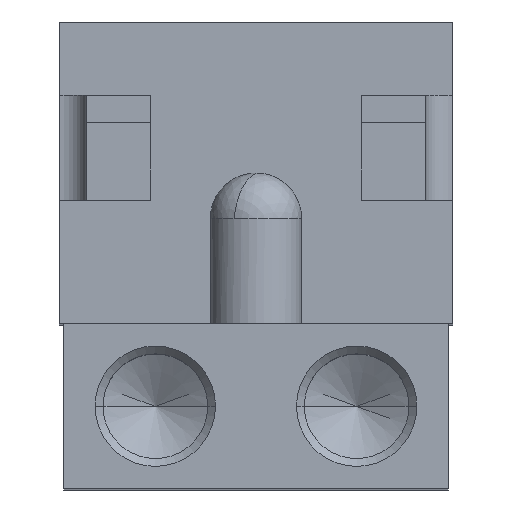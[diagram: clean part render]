
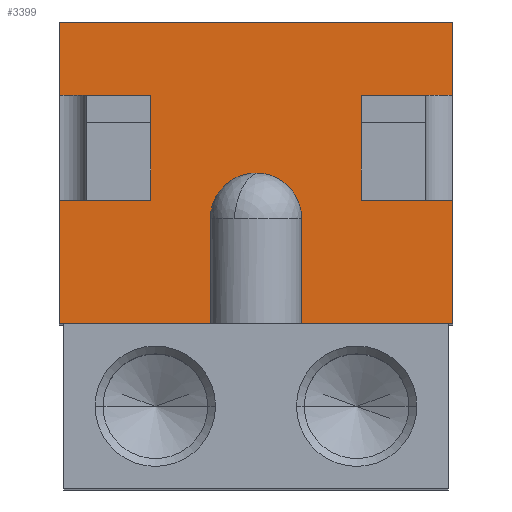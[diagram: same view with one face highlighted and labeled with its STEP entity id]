
A CAD part, top view. The second image highlights one B-rep face of the part: STEP entity #3399.
In plain terms, the highlighted planar face has unit normal (0, 0, 1).
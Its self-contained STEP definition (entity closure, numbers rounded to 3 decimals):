
#13 = CARTESIAN_POINT ( 'NONE',  ( -21., 18., 37.5 ) ) ;
#41 = ORIENTED_EDGE ( 'NONE', *, *, #1391, .F. ) ;
#73 = CARTESIAN_POINT ( 'NONE',  ( 21.5, 43., 37.5 ) ) ;
#178 = VERTEX_POINT ( 'NONE', #258 ) ;
#187 = VECTOR ( 'NONE', #399, 1000. ) ;
#196 = VERTEX_POINT ( 'NONE', #886 ) ;
#211 = CARTESIAN_POINT ( 'NONE',  ( 0., 29.5, 37.5 ) ) ;
#224 = LINE ( 'NONE', #4098, #2778 ) ;
#238 = VERTEX_POINT ( 'NONE', #1829 ) ;
#258 = CARTESIAN_POINT ( 'NONE',  ( 21.5, 18., 37.5 ) ) ;
#272 = DIRECTION ( 'NONE',  ( -1., 0., 0. ) ) ;
#309 = EDGE_CURVE ( 'NONE', #906, #1813, #3562, .T. ) ;
#322 = VERTEX_POINT ( 'NONE', #13 ) ;
#339 = DIRECTION ( 'NONE',  ( 0., 1., 0. ) ) ;
#353 = LINE ( 'NONE', #3219, #2993 ) ;
#380 = ORIENTED_EDGE ( 'NONE', *, *, #3701, .T. ) ;
#399 = DIRECTION ( 'NONE',  ( -1., 0., 0. ) ) ;
#424 = LINE ( 'NONE', #810, #2169 ) ;
#447 = ORIENTED_EDGE ( 'NONE', *, *, #3733, .T. ) ;
#493 = VECTOR ( 'NONE', #3288, 1000. ) ;
#495 = ORIENTED_EDGE ( 'NONE', *, *, #3761, .F. ) ;
#578 = CARTESIAN_POINT ( 'NONE',  ( -5., 29.5, 37.5 ) ) ;
#604 = VERTEX_POINT ( 'NONE', #73 ) ;
#620 = VECTOR ( 'NONE', #988, 1000. ) ;
#654 = CARTESIAN_POINT ( 'NONE',  ( 21.5, 43., 37.5 ) ) ;
#671 = DIRECTION ( 'NONE',  ( 0., -1., 0. ) ) ;
#791 = ORIENTED_EDGE ( 'NONE', *, *, #3781, .F. ) ;
#807 = VERTEX_POINT ( 'NONE', #578 ) ;
#810 = CARTESIAN_POINT ( 'NONE',  ( -11.5, 31.5, 37.5 ) ) ;
#841 = EDGE_CURVE ( 'NONE', #3061, #1729, #224, .T. ) ;
#852 = CIRCLE ( 'NONE', #3132, 5. ) ;
#886 = CARTESIAN_POINT ( 'NONE',  ( 21.5, 51., 37.5 ) ) ;
#906 = VERTEX_POINT ( 'NONE', #4141 ) ;
#926 = VERTEX_POINT ( 'NONE', #2845 ) ;
#967 = ORIENTED_EDGE ( 'NONE', *, *, #3056, .F. ) ;
#985 = DIRECTION ( 'NONE',  ( 0., 0., -1. ) ) ;
#987 = CARTESIAN_POINT ( 'NONE',  ( -21.5, 31.5, 37.5 ) ) ;
#988 = DIRECTION ( 'NONE',  ( 0., 1., 0. ) ) ;
#1005 = ORIENTED_EDGE ( 'NONE', *, *, #1534, .F. ) ;
#1016 = LINE ( 'NONE', #2283, #1720 ) ;
#1034 = ORIENTED_EDGE ( 'NONE', *, *, #1557, .F. ) ;
#1054 = DIRECTION ( 'NONE',  ( 0., 0., -1. ) ) ;
#1067 = CARTESIAN_POINT ( 'NONE',  ( 0., 29.5, 37.5 ) ) ;
#1073 = DIRECTION ( 'NONE',  ( -1., 0., 0. ) ) ;
#1172 = EDGE_CURVE ( 'NONE', #2349, #322, #2357, .T. ) ;
#1292 = ORIENTED_EDGE ( 'NONE', *, *, #3499, .T. ) ;
#1299 = LINE ( 'NONE', #654, #2322 ) ;
#1369 = CARTESIAN_POINT ( 'NONE',  ( 21.5, 43., 37.5 ) ) ;
#1387 = ORIENTED_EDGE ( 'NONE', *, *, #3578, .F. ) ;
#1391 = EDGE_CURVE ( 'NONE', #238, #2813, #1624, .T. ) ;
#1409 = CARTESIAN_POINT ( 'NONE',  ( 21., 18., 37.5 ) ) ;
#1427 = VECTOR ( 'NONE', #3679, 1000. ) ;
#1436 = VECTOR ( 'NONE', #1073, 1000. ) ;
#1459 = LINE ( 'NONE', #1369, #3248 ) ;
#1487 = DIRECTION ( 'NONE',  ( -1., 0., 0. ) ) ;
#1504 = DIRECTION ( 'NONE',  ( 0., -1., 0. ) ) ;
#1534 = EDGE_CURVE ( 'NONE', #3757, #2438, #424, .T. ) ;
#1557 = EDGE_CURVE ( 'NONE', #807, #2349, #2089, .T. ) ;
#1590 = EDGE_CURVE ( 'NONE', #2438, #2577, #1459, .T. ) ;
#1619 = CARTESIAN_POINT ( 'NONE',  ( 21.5, 18., 37.5 ) ) ;
#1624 = LINE ( 'NONE', #2275, #2768 ) ;
#1648 = EDGE_CURVE ( 'NONE', #3378, #906, #3969, .T. ) ;
#1686 = FACE_OUTER_BOUND ( 'NONE', #2372, .T. ) ;
#1720 = VECTOR ( 'NONE', #2659, 1000. ) ;
#1729 = VERTEX_POINT ( 'NONE', #2811 ) ;
#1813 = VERTEX_POINT ( 'NONE', #2618 ) ;
#1829 = CARTESIAN_POINT ( 'NONE',  ( 5., 18., 37.5 ) ) ;
#1848 = ORIENTED_EDGE ( 'NONE', *, *, #3835, .T. ) ;
#1865 = ORIENTED_EDGE ( 'NONE', *, *, #3155, .T. ) ;
#1890 = CARTESIAN_POINT ( 'NONE',  ( 21.5, 18., 37.5 ) ) ;
#1922 = CIRCLE ( 'NONE', #3068, 5. ) ;
#1951 = LINE ( 'NONE', #2619, #4150 ) ;
#1961 = VERTEX_POINT ( 'NONE', #3686 ) ;
#1981 = CARTESIAN_POINT ( 'NONE',  ( 21.5, 31.5, 37.5 ) ) ;
#1993 = DIRECTION ( 'NONE',  ( -1., 0., 0. ) ) ;
#2004 = CARTESIAN_POINT ( 'NONE',  ( -5., 18., 37.5 ) ) ;
#2041 = ORIENTED_EDGE ( 'NONE', *, *, #1648, .T. ) ;
#2069 = DIRECTION ( 'NONE',  ( -1., 0., 0. ) ) ;
#2089 = LINE ( 'NONE', #2004, #493 ) ;
#2115 = CARTESIAN_POINT ( 'NONE',  ( 21.5, 18., 37.5 ) ) ;
#2127 = CARTESIAN_POINT ( 'NONE',  ( -21.5, 51., 37.5 ) ) ;
#2131 = EDGE_CURVE ( 'NONE', #196, #604, #2220, .T. ) ;
#2169 = VECTOR ( 'NONE', #2961, 1000. ) ;
#2220 = LINE ( 'NONE', #3511, #3526 ) ;
#2275 = CARTESIAN_POINT ( 'NONE',  ( 5., 18., 37.5 ) ) ;
#2283 = CARTESIAN_POINT ( 'NONE',  ( 21.5, 51., 37.5 ) ) ;
#2312 = CARTESIAN_POINT ( 'NONE',  ( -11.5, 31.5, 37.5 ) ) ;
#2322 = VECTOR ( 'NONE', #2580, 1000. ) ;
#2336 = DIRECTION ( 'NONE',  ( -1., 0., 0. ) ) ;
#2349 = VERTEX_POINT ( 'NONE', #3716 ) ;
#2357 = LINE ( 'NONE', #2115, #1427 ) ;
#2372 = EDGE_LOOP ( 'NONE', ( #41, #1387, #791, #495, #2041, #3744, #967, #2932, #1865, #1292, #2738, #1005, #447, #3433, #2893, #3096, #1034, #380, #1848 ) ) ;
#2438 = VERTEX_POINT ( 'NONE', #2483 ) ;
#2483 = CARTESIAN_POINT ( 'NONE',  ( -11.5, 43., 37.5 ) ) ;
#2519 = VECTOR ( 'NONE', #3350, 1000. ) ;
#2561 = CARTESIAN_POINT ( 'NONE',  ( -21.5, 43., 37.5 ) ) ;
#2577 = VERTEX_POINT ( 'NONE', #2561 ) ;
#2580 = DIRECTION ( 'NONE',  ( -1., 0., 0. ) ) ;
#2581 = CARTESIAN_POINT ( 'NONE',  ( 11.5, 31.5, 37.5 ) ) ;
#2618 = CARTESIAN_POINT ( 'NONE',  ( 11.5, 43., 37.5 ) ) ;
#2619 = CARTESIAN_POINT ( 'NONE',  ( 21.5, 31.5, 37.5 ) ) ;
#2643 = DIRECTION ( 'NONE',  ( -1., 0., 0. ) ) ;
#2648 = VECTOR ( 'NONE', #1993, 1000. ) ;
#2659 = DIRECTION ( 'NONE',  ( -1., 0., 0. ) ) ;
#2736 = LINE ( 'NONE', #2127, #2519 ) ;
#2738 = ORIENTED_EDGE ( 'NONE', *, *, #1590, .F. ) ;
#2739 = CARTESIAN_POINT ( 'NONE',  ( 5., 29.5, 37.5 ) ) ;
#2768 = VECTOR ( 'NONE', #339, 1000. ) ;
#2778 = VECTOR ( 'NONE', #1504, 1000. ) ;
#2811 = CARTESIAN_POINT ( 'NONE',  ( -21.5, 18., 37.5 ) ) ;
#2813 = VERTEX_POINT ( 'NONE', #2739 ) ;
#2845 = CARTESIAN_POINT ( 'NONE',  ( -21.5, 51., 37.5 ) ) ;
#2893 = ORIENTED_EDGE ( 'NONE', *, *, #3139, .F. ) ;
#2917 = LINE ( 'NONE', #1619, #187 ) ;
#2932 = ORIENTED_EDGE ( 'NONE', *, *, #2131, .F. ) ;
#2952 = LINE ( 'NONE', #3910, #2648 ) ;
#2960 = PLANE ( 'NONE',  #3266 ) ;
#2961 = DIRECTION ( 'NONE',  ( 0., 1., 0. ) ) ;
#2993 = VECTOR ( 'NONE', #671, 1000. ) ;
#3056 = EDGE_CURVE ( 'NONE', #604, #1813, #1299, .T. ) ;
#3061 = VERTEX_POINT ( 'NONE', #987 ) ;
#3068 = AXIS2_PLACEMENT_3D ( 'NONE', #1067, #985, #3261 ) ;
#3096 = ORIENTED_EDGE ( 'NONE', *, *, #1172, .F. ) ;
#3132 = AXIS2_PLACEMENT_3D ( 'NONE', #211, #3346, #1487 ) ;
#3139 = EDGE_CURVE ( 'NONE', #322, #1729, #2952, .T. ) ;
#3155 = EDGE_CURVE ( 'NONE', #196, #926, #1016, .T. ) ;
#3191 = DIRECTION ( 'NONE',  ( 0., -1., 0. ) ) ;
#3219 = CARTESIAN_POINT ( 'NONE',  ( 21.5, 51., 37.5 ) ) ;
#3248 = VECTOR ( 'NONE', #2069, 1000. ) ;
#3261 = DIRECTION ( 'NONE',  ( -1., 0., 0. ) ) ;
#3266 = AXIS2_PLACEMENT_3D ( 'NONE', #3947, #1054, #2336 ) ;
#3288 = DIRECTION ( 'NONE',  ( 0., -1., 0. ) ) ;
#3346 = DIRECTION ( 'NONE',  ( 0., 0., -1. ) ) ;
#3350 = DIRECTION ( 'NONE',  ( 0., -1., 0. ) ) ;
#3378 = VERTEX_POINT ( 'NONE', #1981 ) ;
#3399 = ADVANCED_FACE ( 'NONE', ( #1686 ), #2960, .F. ) ;
#3431 = VERTEX_POINT ( 'NONE', #1409 ) ;
#3433 = ORIENTED_EDGE ( 'NONE', *, *, #841, .T. ) ;
#3471 = VECTOR ( 'NONE', #272, 1000. ) ;
#3498 = LINE ( 'NONE', #1890, #3471 ) ;
#3499 = EDGE_CURVE ( 'NONE', #926, #2577, #2736, .T. ) ;
#3511 = CARTESIAN_POINT ( 'NONE',  ( 21.5, 51., 37.5 ) ) ;
#3526 = VECTOR ( 'NONE', #3191, 1000. ) ;
#3562 = LINE ( 'NONE', #2581, #620 ) ;
#3578 = EDGE_CURVE ( 'NONE', #3431, #238, #3498, .T. ) ;
#3679 = DIRECTION ( 'NONE',  ( -1., 0., 0. ) ) ;
#3686 = CARTESIAN_POINT ( 'NONE',  ( 0.516, 34.473, 37.5 ) ) ;
#3693 = CARTESIAN_POINT ( 'NONE',  ( 21.5, 31.5, 37.5 ) ) ;
#3701 = EDGE_CURVE ( 'NONE', #807, #1961, #1922, .T. ) ;
#3716 = CARTESIAN_POINT ( 'NONE',  ( -5., 18., 37.5 ) ) ;
#3733 = EDGE_CURVE ( 'NONE', #3757, #3061, #1951, .T. ) ;
#3744 = ORIENTED_EDGE ( 'NONE', *, *, #309, .T. ) ;
#3757 = VERTEX_POINT ( 'NONE', #2312 ) ;
#3761 = EDGE_CURVE ( 'NONE', #3378, #178, #353, .T. ) ;
#3781 = EDGE_CURVE ( 'NONE', #178, #3431, #2917, .T. ) ;
#3835 = EDGE_CURVE ( 'NONE', #1961, #2813, #852, .T. ) ;
#3910 = CARTESIAN_POINT ( 'NONE',  ( 21.5, 18., 37.5 ) ) ;
#3947 = CARTESIAN_POINT ( 'NONE',  ( 21.5, 51., 37.5 ) ) ;
#3969 = LINE ( 'NONE', #3693, #1436 ) ;
#4098 = CARTESIAN_POINT ( 'NONE',  ( -21.5, 51., 37.5 ) ) ;
#4141 = CARTESIAN_POINT ( 'NONE',  ( 11.5, 31.5, 37.5 ) ) ;
#4150 = VECTOR ( 'NONE', #2643, 1000. ) ;
